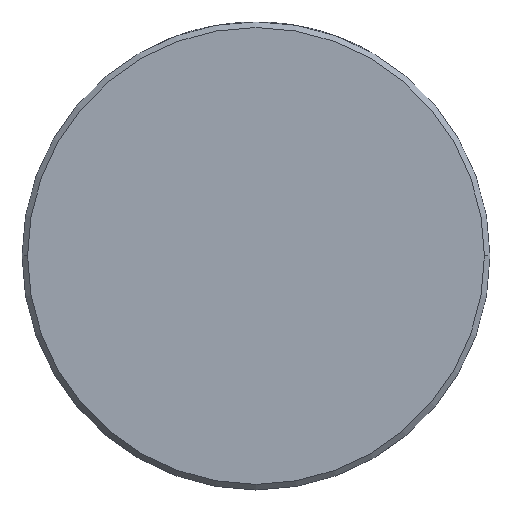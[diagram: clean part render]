
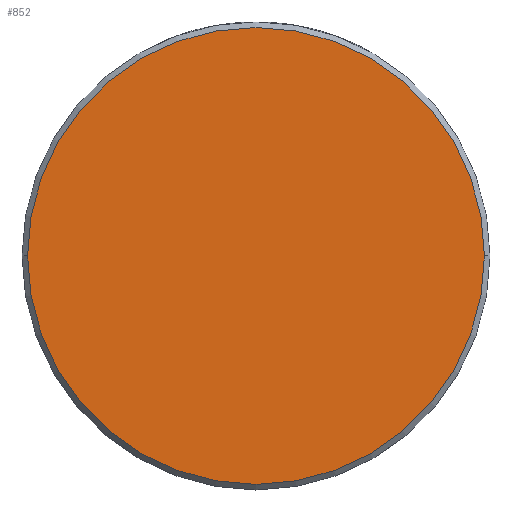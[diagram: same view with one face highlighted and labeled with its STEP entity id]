
A CAD part, top view. The second image highlights one B-rep face of the part: STEP entity #852.
In plain terms, the highlighted planar face has unit normal (0, 0, 1).
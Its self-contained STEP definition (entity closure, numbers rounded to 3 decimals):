
#197 = FACE_OUTER_BOUND ( 'NONE', #861, .T. ) ;
#231 = DIRECTION ( 'NONE',  ( 1., 0., 0. ) ) ;
#232 = DIRECTION ( 'NONE',  ( 0., 0., 1. ) ) ;
#233 = CARTESIAN_POINT ( 'NONE',  ( 0., -39.684, 1.6 ) ) ;
#234 = AXIS2_PLACEMENT_3D ( 'NONE', #233, #232, #231 ) ;
#235 = PLANE ( 'NONE',  #234 ) ;
#574 = EDGE_CURVE ( 'NONE', #601, #602, #1848, .T. ) ;
#601 = VERTEX_POINT ( 'NONE', #1922 ) ;
#602 = VERTEX_POINT ( 'NONE', #1896 ) ;
#659 = EDGE_CURVE ( 'NONE', #602, #601, #1580, .T. ) ;
#852 = ADVANCED_FACE ( 'NONE', ( #197 ), #235, .T. ) ;
#853 = ORIENTED_EDGE ( 'NONE', *, *, #659, .T. ) ;
#861 = EDGE_LOOP ( 'NONE', ( #853, #863 ) ) ;
#863 = ORIENTED_EDGE ( 'NONE', *, *, #574, .T. ) ;
#1580 = CIRCLE ( 'NONE', #1628, 12.4 ) ;
#1581 = CARTESIAN_POINT ( 'NONE',  ( 0., 0., 1.6 ) ) ;
#1626 = DIRECTION ( 'NONE',  ( 1., 0., 0. ) ) ;
#1627 = DIRECTION ( 'NONE',  ( 0., 0., 1. ) ) ;
#1628 = AXIS2_PLACEMENT_3D ( 'NONE', #1581, #1627, #1626 ) ;
#1848 = CIRCLE ( 'NONE', #1863, 12.4 ) ;
#1861 = DIRECTION ( 'NONE',  ( 1., 0., 0. ) ) ;
#1862 = DIRECTION ( 'NONE',  ( 0., 0., 1. ) ) ;
#1863 = AXIS2_PLACEMENT_3D ( 'NONE', #1941, #1862, #1861 ) ;
#1896 = CARTESIAN_POINT ( 'NONE',  ( -12.4, 0., 1.6 ) ) ;
#1922 = CARTESIAN_POINT ( 'NONE',  ( 12.4, 0., 1.6 ) ) ;
#1941 = CARTESIAN_POINT ( 'NONE',  ( 0., 0., 1.6 ) ) ;
